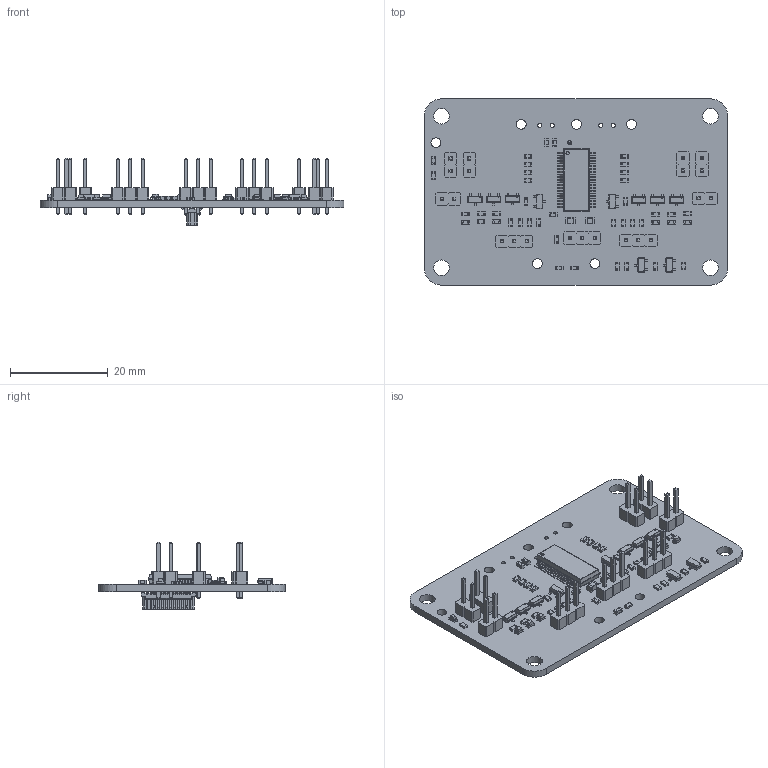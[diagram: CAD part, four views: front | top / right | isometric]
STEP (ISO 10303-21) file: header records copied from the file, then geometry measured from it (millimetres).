
FILE_DESCRIPTION(('KiCad electronic assembly'),'2;1');
FILE_NAME('LVMuxPCB.step','2026-01-11T23:12:32',('Pcbnew'),('Kicad'), 'Open CASCADE STEP processor 7.8','KiCad to STEP converter','Unknown' );
FILE_SCHEMA(('AUTOMOTIVE_DESIGN { 1 0 10303 214 1 1 1 1 }'));
Length unit declared in the file: millimetre
Products named in the file (19): LVMuxPCB 1; R_0603_1608Metric; LED_0603_1608Metric; SOT-23; C_0603_1608Metric; PinHeader_1x03_P2.54mm_Vertical; kicad_embedded_CAF143616086AFC854771F340F0A9B9C; Body; PinsArrayL; FilletPinR; PinHeader_1x02_P2.54mm_Vertical; kicad_embedded_A505194C1B0CF08346D9006480110CE3; PinsArrayLR; C_0805_2012Metric; kicad_embedded_859D8F87712FC3AA3CD0B09B2C2BA353; SOLID; COMPOUND; LVMuxPCB_PCB
Assembly tree (73 placements, depth 3):
  LVMuxPCB 1
    R_0603_1608Metric  x31
    LED_0603_1608Metric  x7
    SOT-23  x4
    C_0603_1608Metric  x4
    PinHeader_1x03_P2.54mm_Vertical  x3
    kicad_embedded_CAF143616086AFC854771F340F0A9B9C  x6
      Body
      PinsArrayL
      FilletPinR
    PinHeader_1x02_P2.54mm_Vertical  x6
    kicad_embedded_A505194C1B0CF08346D9006480110CE3
      Body
      PinsArrayLR
    C_0805_2012Metric  x2
    kicad_embedded_859D8F87712FC3AA3CD0B09B2C2BA353
      SOLID
      COMPOUND
    LVMuxPCB_PCB
Bounding box: 62.1 x 38.1 x 13.78 mm (x, y, z)
Volume: 4155 mm3; surface area: 7190.8 mm2
Topology: 120 solids, 120 shells, 3976 faces, 10244 edges, 6730 vertices
Faces by surface type: plane 3202, cylinder 706, bspline 64, cone 4
Full cylindrical faces by diameter (mm): 0.163 x6, 0.662 x1, 0.8 x4, 0.85 x2, 1 x21, 2 x6, 3.2 x4
Entity records: 59832 total; most frequent: CARTESIAN_POINT 10212, ORIENTED_EDGE 9594, DIRECTION 9198, EDGE_CURVE 4797, LINE 4368, VECTOR 4368, VERTEX_POINT 3113, AXIS2_PLACEMENT_3D 2415
